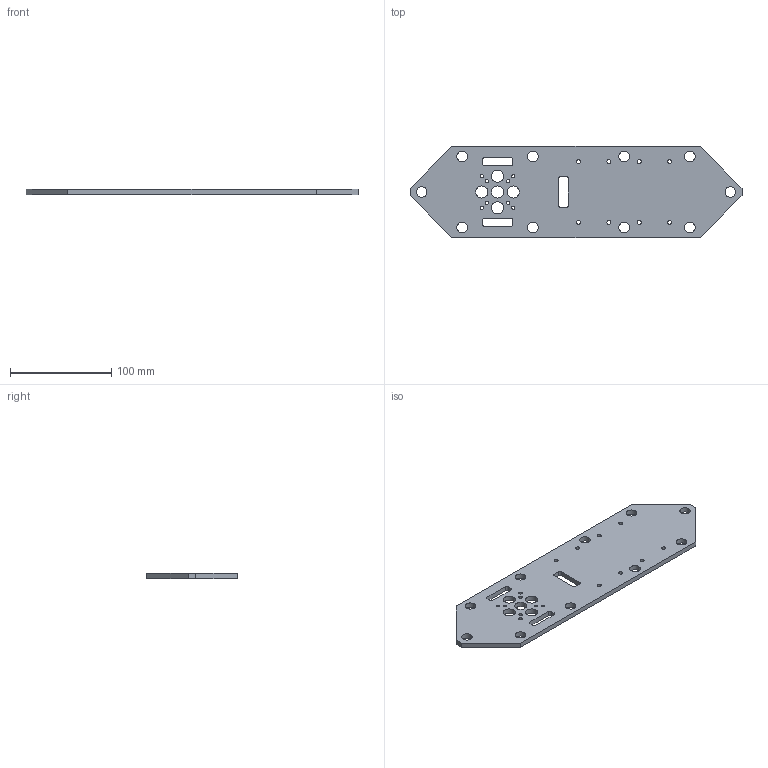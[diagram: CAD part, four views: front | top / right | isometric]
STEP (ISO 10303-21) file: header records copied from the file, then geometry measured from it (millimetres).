
FILE_DESCRIPTION(/* description */ (''),/* implementation_level */ '2;1');
FILE_NAME(/* name */ 'Carter Bloc moteur v17.step',/* time_stamp */ '2019-09-28T23:07:59+02:00',/* author */ (''),/* organization */ (''),/* preprocessor_version */ 'ST-DEVELOPER v18',/* originating_system */ 'Autodesk Translation Framework v8.6.0.1094',/* authorisation */ '');
FILE_SCHEMA (('AUTOMOTIVE_DESIGN { 1 0 10303 214 3 1 1 }'));
Length unit declared in the file: millimetre
Products named in the file (1): Carter Bloc moteur
Bounding box: 327.93 x 90 x 5 mm (x, y, z)
Volume: 118524.8 mm3; surface area: 55721.1 mm2
Topology: 1 solids, 1 shells, 65 faces, 189 edges, 126 vertices
Faces by surface type: cylinder 43, plane 22
Full cylindrical faces by diameter (mm): 3.3 x8, 4 x8, 10.5 x10, 12 x5
Entity records: 2358 total; most frequent: DIRECTION 407, CARTESIAN_POINT 381, ORIENTED_EDGE 378, EDGE_CURVE 189, AXIS2_PLACEMENT_3D 152, EDGE_LOOP 133, VERTEX_POINT 126, LINE 103
